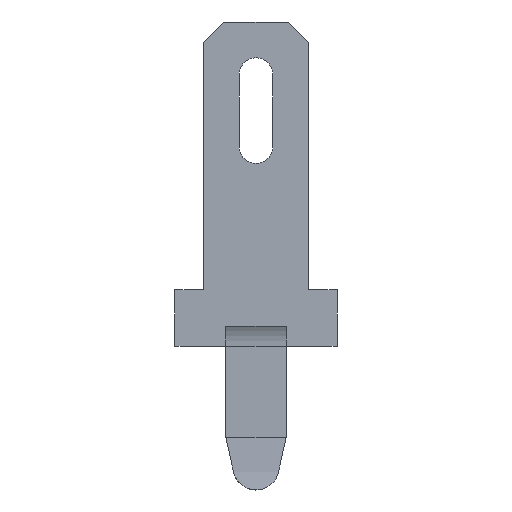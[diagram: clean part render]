
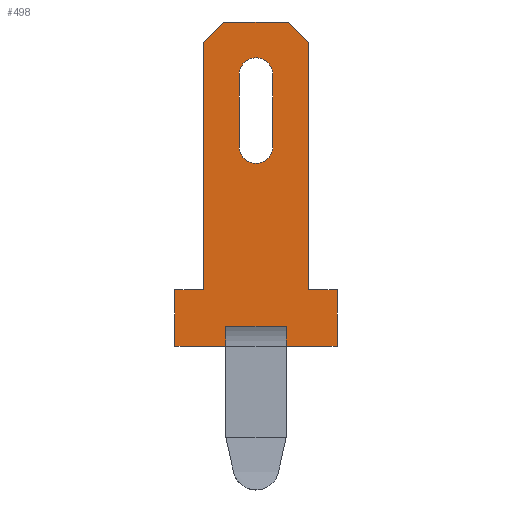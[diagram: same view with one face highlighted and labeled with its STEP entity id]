
A CAD part, front view. The second image highlights one B-rep face of the part: STEP entity #498.
In plain terms, the highlighted planar face has unit normal (0, -1, 0).
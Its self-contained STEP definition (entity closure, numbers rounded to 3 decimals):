
#2=DIRECTION('',(0.,0.,1.));
#3=VECTOR('',#2,1.9);
#4=CARTESIAN_POINT('',(0.45,-0.25,-3.3));
#5=LINE('',#4,#3);
#6=CARTESIAN_POINT('',(0.,-0.25,-1.4));
#7=DIRECTION('',(0.,-1.,0.));
#8=DIRECTION('',(1.,0.,0.));
#9=AXIS2_PLACEMENT_3D('',#6,#7,#8);
#11=DIRECTION('',(0.,0.,-1.));
#12=VECTOR('',#11,1.9);
#13=CARTESIAN_POINT('',(-0.45,-0.25,-1.4));
#14=LINE('',#13,#12);
#15=CARTESIAN_POINT('',(0.,-0.25,-3.3));
#16=DIRECTION('',(0.,-1.,0.));
#17=DIRECTION('',(-1.,0.,0.));
#18=AXIS2_PLACEMENT_3D('',#15,#16,#17);
#20=DIRECTION('',(0.,0.,1.));
#21=VECTOR('',#20,0.53);
#22=CARTESIAN_POINT('',(-0.8,-0.25,-8.6));
#23=LINE('',#22,#21);
#24=DIRECTION('',(-1.,0.,0.));
#25=VECTOR('',#24,1.35);
#26=CARTESIAN_POINT('',(-0.8,-0.25,-8.6));
#27=LINE('',#26,#25);
#28=DIRECTION('',(0.,0.,1.));
#29=VECTOR('',#28,1.5);
#30=CARTESIAN_POINT('',(-2.15,-0.25,-8.6));
#31=LINE('',#30,#29);
#32=DIRECTION('',(1.,0.,0.));
#33=VECTOR('',#32,0.75);
#34=CARTESIAN_POINT('',(-2.15,-0.25,-7.1));
#35=LINE('',#34,#33);
#36=DIRECTION('',(0.,0.,1.));
#37=VECTOR('',#36,6.55);
#38=CARTESIAN_POINT('',(-1.4,-0.25,-7.1));
#39=LINE('',#38,#37);
#40=DIRECTION('',(0.707,0.,0.707));
#41=VECTOR('',#40,0.778);
#42=CARTESIAN_POINT('',(-1.4,-0.25,-0.55));
#43=LINE('',#42,#41);
#44=DIRECTION('',(1.,0.,0.));
#45=VECTOR('',#44,1.7);
#46=CARTESIAN_POINT('',(-0.85,-0.25,0.));
#47=LINE('',#46,#45);
#48=DIRECTION('',(0.707,0.,-0.707));
#49=VECTOR('',#48,0.778);
#50=CARTESIAN_POINT('',(0.85,-0.25,0.));
#51=LINE('',#50,#49);
#52=DIRECTION('',(0.,0.,-1.));
#53=VECTOR('',#52,6.55);
#54=CARTESIAN_POINT('',(1.4,-0.25,-0.55));
#55=LINE('',#54,#53);
#56=DIRECTION('',(1.,0.,0.));
#57=VECTOR('',#56,0.75);
#58=CARTESIAN_POINT('',(1.4,-0.25,-7.1));
#59=LINE('',#58,#57);
#60=DIRECTION('',(0.,0.,-1.));
#61=VECTOR('',#60,1.5);
#62=CARTESIAN_POINT('',(2.15,-0.25,-7.1));
#63=LINE('',#62,#61);
#64=DIRECTION('',(-1.,0.,0.));
#65=VECTOR('',#64,1.35);
#66=CARTESIAN_POINT('',(2.15,-0.25,-8.6));
#67=LINE('',#66,#65);
#68=DIRECTION('',(0.,0.,1.));
#69=VECTOR('',#68,0.53);
#70=CARTESIAN_POINT('',(0.8,-0.25,-8.6));
#71=LINE('',#70,#69);
#72=DIRECTION('',(1.,0.,0.));
#73=VECTOR('',#72,1.6);
#74=CARTESIAN_POINT('',(-0.8,-0.25,-8.07));
#75=LINE('',#74,#73);
#364=CARTESIAN_POINT('',(-0.85,-0.25,0.));
#365=CARTESIAN_POINT('',(0.85,-0.25,0.));
#366=VERTEX_POINT('',#364);
#367=VERTEX_POINT('',#365);
#368=CARTESIAN_POINT('',(1.4,-0.25,-0.55));
#369=VERTEX_POINT('',#368);
#370=CARTESIAN_POINT('',(1.4,-0.25,-7.1));
#371=VERTEX_POINT('',#370);
#372=CARTESIAN_POINT('',(2.15,-0.25,-7.1));
#373=VERTEX_POINT('',#372);
#374=CARTESIAN_POINT('',(2.15,-0.25,-8.6));
#375=VERTEX_POINT('',#374);
#376=CARTESIAN_POINT('',(-2.15,-0.25,-8.6));
#377=CARTESIAN_POINT('',(-2.15,-0.25,-7.1));
#378=VERTEX_POINT('',#376);
#379=VERTEX_POINT('',#377);
#380=CARTESIAN_POINT('',(-1.4,-0.25,-7.1));
#381=VERTEX_POINT('',#380);
#382=CARTESIAN_POINT('',(-1.4,-0.25,-0.55));
#383=VERTEX_POINT('',#382);
#404=CARTESIAN_POINT('',(0.45,-0.25,-3.3));
#405=CARTESIAN_POINT('',(0.45,-0.25,-1.4));
#406=VERTEX_POINT('',#404);
#407=VERTEX_POINT('',#405);
#408=CARTESIAN_POINT('',(-0.45,-0.25,-1.4));
#409=VERTEX_POINT('',#408);
#410=CARTESIAN_POINT('',(-0.45,-0.25,-3.3));
#411=VERTEX_POINT('',#410);
#441=CARTESIAN_POINT('',(-0.8,-0.25,-8.6));
#442=CARTESIAN_POINT('',(-0.8,-0.25,-8.07));
#443=VERTEX_POINT('',#441);
#444=VERTEX_POINT('',#442);
#445=CARTESIAN_POINT('',(0.8,-0.25,-8.6));
#446=CARTESIAN_POINT('',(0.8,-0.25,-8.07));
#447=VERTEX_POINT('',#445);
#448=VERTEX_POINT('',#446);
#453=CARTESIAN_POINT('',(0.,-0.25,0.));
#454=DIRECTION('',(0.,1.,0.));
#455=DIRECTION('',(1.,0.,0.));
#456=AXIS2_PLACEMENT_3D('',#453,#454,#455);
#457=PLANE('',#456);
#459=ORIENTED_EDGE('',*,*,#458,.F.);
#461=ORIENTED_EDGE('',*,*,#460,.T.);
#463=ORIENTED_EDGE('',*,*,#462,.T.);
#465=ORIENTED_EDGE('',*,*,#464,.T.);
#467=ORIENTED_EDGE('',*,*,#466,.T.);
#469=ORIENTED_EDGE('',*,*,#468,.T.);
#471=ORIENTED_EDGE('',*,*,#470,.T.);
#473=ORIENTED_EDGE('',*,*,#472,.T.);
#475=ORIENTED_EDGE('',*,*,#474,.T.);
#477=ORIENTED_EDGE('',*,*,#476,.T.);
#479=ORIENTED_EDGE('',*,*,#478,.T.);
#481=ORIENTED_EDGE('',*,*,#480,.T.);
#483=ORIENTED_EDGE('',*,*,#482,.T.);
#485=ORIENTED_EDGE('',*,*,#484,.F.);
#486=EDGE_LOOP('',(#459,#461,#463,#465,#467,#469,#471,#473,#475,#477,#479,#481,
#483,#485));
#487=FACE_OUTER_BOUND('',#486,.F.);
#489=ORIENTED_EDGE('',*,*,#488,.T.);
#491=ORIENTED_EDGE('',*,*,#490,.T.);
#493=ORIENTED_EDGE('',*,*,#492,.T.);
#495=ORIENTED_EDGE('',*,*,#494,.T.);
#496=EDGE_LOOP('',(#489,#491,#493,#495));
#497=FACE_BOUND('',#496,.F.);
#10=CIRCLE('',#9,0.45);
#19=CIRCLE('',#18,0.45);
#458=EDGE_CURVE('',#443,#444,#23,.T.);
#460=EDGE_CURVE('',#443,#378,#27,.T.);
#462=EDGE_CURVE('',#378,#379,#31,.T.);
#464=EDGE_CURVE('',#379,#381,#35,.T.);
#466=EDGE_CURVE('',#381,#383,#39,.T.);
#468=EDGE_CURVE('',#383,#366,#43,.T.);
#470=EDGE_CURVE('',#366,#367,#47,.T.);
#472=EDGE_CURVE('',#367,#369,#51,.T.);
#474=EDGE_CURVE('',#369,#371,#55,.T.);
#476=EDGE_CURVE('',#371,#373,#59,.T.);
#478=EDGE_CURVE('',#373,#375,#63,.T.);
#480=EDGE_CURVE('',#375,#447,#67,.T.);
#482=EDGE_CURVE('',#447,#448,#71,.T.);
#484=EDGE_CURVE('',#444,#448,#75,.T.);
#488=EDGE_CURVE('',#406,#407,#5,.T.);
#490=EDGE_CURVE('',#407,#409,#10,.T.);
#492=EDGE_CURVE('',#409,#411,#14,.T.);
#494=EDGE_CURVE('',#411,#406,#19,.T.);
#498=ADVANCED_FACE('',(#487,#497),#457,.F.);
